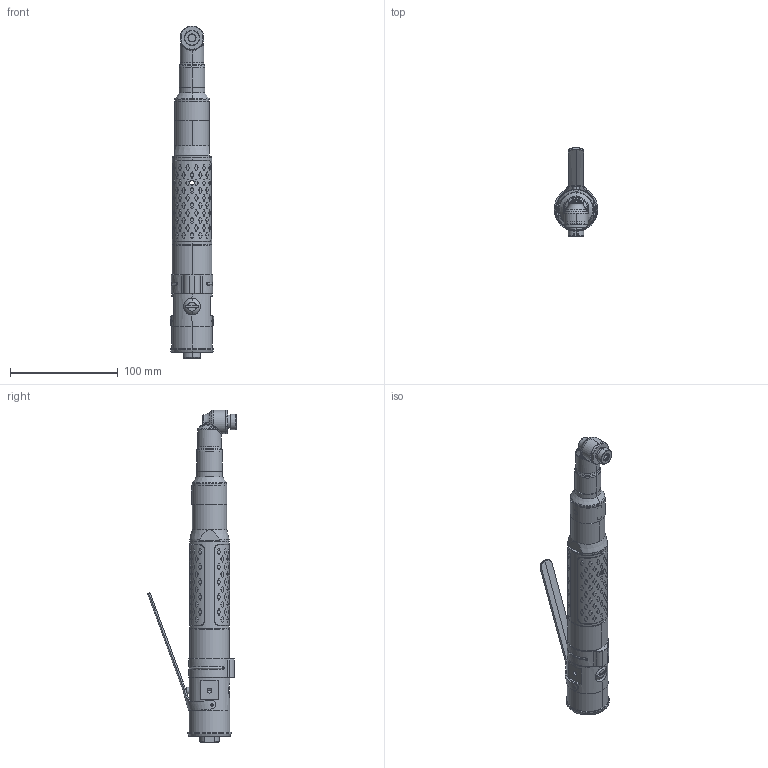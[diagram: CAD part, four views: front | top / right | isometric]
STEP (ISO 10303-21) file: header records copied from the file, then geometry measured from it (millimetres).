
FILE_DESCRIPTION((''),'2;1');
FILE_NAME('8431027935_ASM','2013-09-03T',('tooextcsr'),(''),'PRO/ENGINEER BY PARAMETRIC TECHNOLOGY CORPORATION, 2012420','PRO/ENGINEER BY PARAMETRIC TECHNOLOGY CORPORATION, 2012420','');
FILE_SCHEMA(('CONFIG_CONTROL_DESIGN','GEOMETRIC_VALIDATION_PROPERTIES_MIM'));
Length unit declared in the file: millimetre
Products named in the file (27): 4210438103; 4210205610; 4210225304; 4210205685_ASM; 4210199600; 4210199680_ASM; 4106203400; 4106203460_ASM; 4210024500; 4210024561_ASM; 4210230602; 4210258301; 4210258601; 4210438183_ASM; 4210438250_GUMMI; 4210438250_ASM; 4210438309; 4210211000_AF1; 4220337735; 4210393300; 0335350204; 4210385888_ASM; 4210385702_MED; 0516420900; 4210386000_MED; 4210385788_ASM; 8431027935_ASM
Assembly tree (26 placements, depth 4):
  8431027935_ASM
    4210438183_ASM
      4210438103
      4210205685_ASM
        4210205610
        4210225304
      4210199680_ASM
        4210199600
      4106203460_ASM
        4106203400
      4210024561_ASM
        4210024500
      4210230602
      4210258301
      4210258601
    4210438250_ASM
      4210438250_GUMMI
    4210438309
    4210211000_AF1
    4210385788_ASM
      4210385888_ASM
        4220337735
        4210393300
        0335350204
      4210385702_MED
      0516420900
      4210386000_MED
Bounding box: 40 x 82.54 x 308.39 mm (x, y, z)
Volume: 107165.9 mm3; surface area: 101923.8 mm2
Topology: 18 solids, 134 shells, 2003 faces, 5207 edges, 3385 vertices
Faces by surface type: bspline 1198, cylinder 431, plane 163, cone 111, torus 92, sphere 8
Entity records: 118919 total; most frequent: CARTESIAN_POINT 61358, ORIENTED_EDGE 9260, DIRECTION 5359, EDGE_CURVE 5195, PRESENTATION_STYLE_ASSIGNMENT 5138, STYLED_ITEM 5138, CURVE_STYLE 5006, VERTEX_POINT 3385
